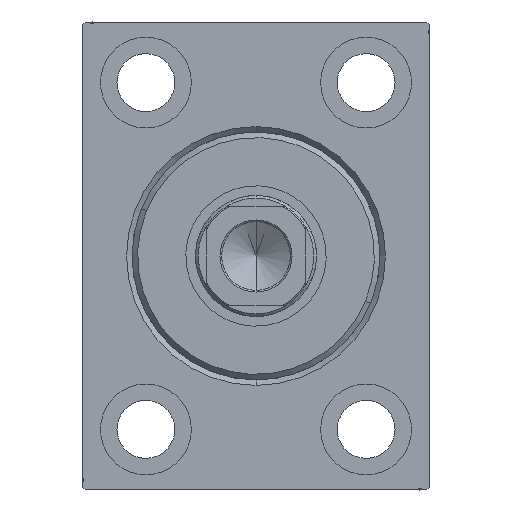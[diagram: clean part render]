
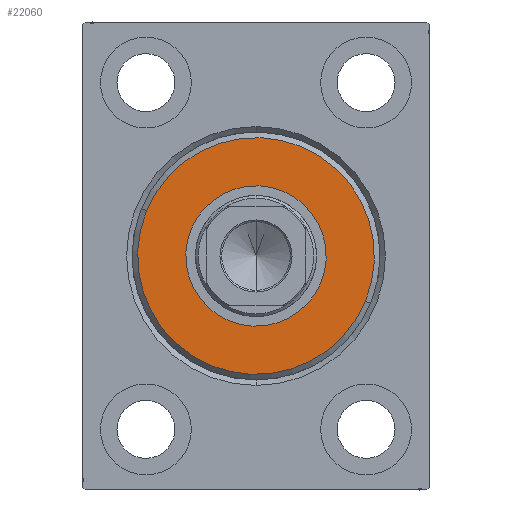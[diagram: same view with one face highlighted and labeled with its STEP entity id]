
A CAD part, left-side view. The second image highlights one B-rep face of the part: STEP entity #22060.
In plain terms, the highlighted face is planar.
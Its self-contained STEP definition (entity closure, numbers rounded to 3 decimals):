
#132 = AXIS2_PLACEMENT_3D ( 'NONE', #7818, #17556, #34798 ) ;
#213 = CARTESIAN_POINT ( 'NONE',  ( 3., 0., -21.5 ) ) ;
#998 = CIRCLE ( 'NONE', #29249, 21.5 ) ;
#1333 = DIRECTION ( 'NONE',  ( 0., 0., -1. ) ) ;
#2995 = DIRECTION ( 'NONE',  ( 0., 0., -1. ) ) ;
#3238 = AXIS2_PLACEMENT_3D ( 'NONE', #24991, #35827, #1333 ) ;
#6479 = AXIS2_PLACEMENT_3D ( 'NONE', #9861, #39958, #2995 ) ;
#6762 = ORIENTED_EDGE ( 'NONE', *, *, #15553, .T. ) ;
#7085 = CARTESIAN_POINT ( 'NONE',  ( 3., 0., 12.75 ) ) ;
#7818 = CARTESIAN_POINT ( 'NONE',  ( 3., 0., 0. ) ) ;
#9861 = CARTESIAN_POINT ( 'NONE',  ( 3., 0., 0. ) ) ;
#10308 = VERTEX_POINT ( 'NONE', #7085 ) ;
#11290 = FACE_BOUND ( 'NONE', #31709, .T. ) ;
#12424 = EDGE_CURVE ( 'NONE', #22202, #31713, #998, .T. ) ;
#14947 = CIRCLE ( 'NONE', #132, 12.75 ) ;
#15065 = ORIENTED_EDGE ( 'NONE', *, *, #12424, .T. ) ;
#15553 = EDGE_CURVE ( 'NONE', #10308, #39466, #33464, .T. ) ;
#17556 = DIRECTION ( 'NONE',  ( -1., 0., 0. ) ) ;
#18600 = AXIS2_PLACEMENT_3D ( 'NONE', #42858, #26260, #22487 ) ;
#22060 = ADVANCED_FACE ( 'NONE', ( #31628, #11290 ), #38273, .T. ) ;
#22202 = VERTEX_POINT ( 'NONE', #213 ) ;
#22487 = DIRECTION ( 'NONE',  ( 0., 0., -1. ) ) ;
#23621 = EDGE_LOOP ( 'NONE', ( #25399, #15065 ) ) ;
#24961 = ORIENTED_EDGE ( 'NONE', *, *, #39949, .T. ) ;
#24991 = CARTESIAN_POINT ( 'NONE',  ( 3., 0., 0. ) ) ;
#25351 = CARTESIAN_POINT ( 'NONE',  ( 3., 0., 0. ) ) ;
#25399 = ORIENTED_EDGE ( 'NONE', *, *, #39858, .T. ) ;
#26260 = DIRECTION ( 'NONE',  ( -1., 0., 0. ) ) ;
#29249 = AXIS2_PLACEMENT_3D ( 'NONE', #25351, #38858, #35304 ) ;
#31628 = FACE_OUTER_BOUND ( 'NONE', #23621, .T. ) ;
#31709 = EDGE_LOOP ( 'NONE', ( #6762, #24961 ) ) ;
#31713 = VERTEX_POINT ( 'NONE', #31965 ) ;
#31965 = CARTESIAN_POINT ( 'NONE',  ( 3., 0., 21.5 ) ) ;
#33464 = CIRCLE ( 'NONE', #18600, 12.75 ) ;
#34798 = DIRECTION ( 'NONE',  ( 0., 0., -1. ) ) ;
#35304 = DIRECTION ( 'NONE',  ( 0., 0., -1. ) ) ;
#35827 = DIRECTION ( 'NONE',  ( 1., 0., 0. ) ) ;
#38258 = CIRCLE ( 'NONE', #6479, 21.5 ) ;
#38273 = PLANE ( 'NONE',  #3238 ) ;
#38858 = DIRECTION ( 'NONE',  ( 1., 0., 0. ) ) ;
#39466 = VERTEX_POINT ( 'NONE', #40910 ) ;
#39858 = EDGE_CURVE ( 'NONE', #31713, #22202, #38258, .T. ) ;
#39949 = EDGE_CURVE ( 'NONE', #39466, #10308, #14947, .T. ) ;
#39958 = DIRECTION ( 'NONE',  ( 1., 0., 0. ) ) ;
#40910 = CARTESIAN_POINT ( 'NONE',  ( 3., 0., -12.75 ) ) ;
#42858 = CARTESIAN_POINT ( 'NONE',  ( 3., 0., 0. ) ) ;
